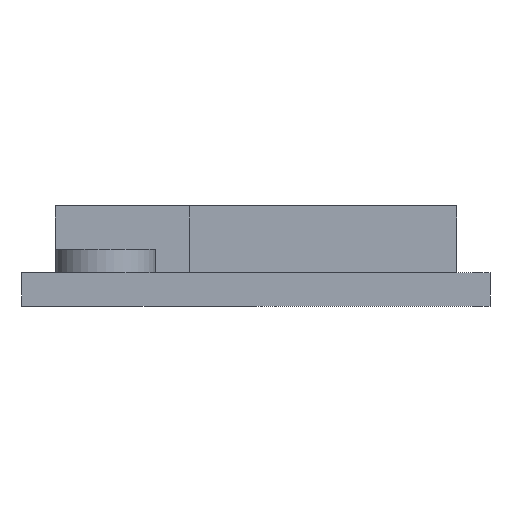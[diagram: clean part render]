
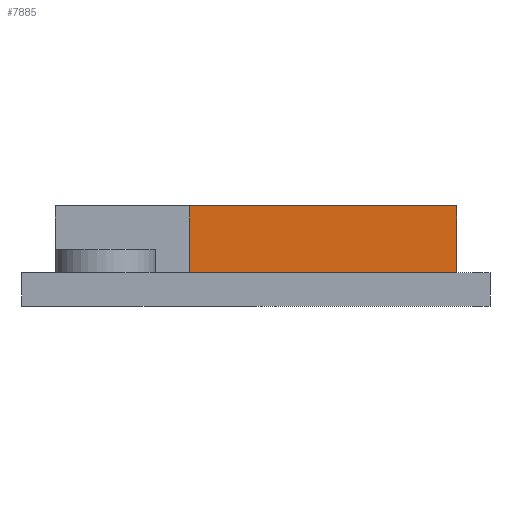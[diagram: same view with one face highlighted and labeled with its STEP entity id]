
A CAD part, front view. The second image highlights one B-rep face of the part: STEP entity #7885.
In plain terms, the highlighted planar face has unit normal (0, -1, 0).
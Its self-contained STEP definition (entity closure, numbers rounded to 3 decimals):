
#304=PLANE('',#8113);
#723=FACE_OUTER_BOUND('',#1168,.T.);
#1168=EDGE_LOOP('',(#7195,#7196,#7197,#7198));
#1675=LINE('',#15503,#2294);
#1758=LINE('',#15760,#2377);
#1788=LINE('',#15829,#2407);
#1792=LINE('',#15837,#2411);
#2294=VECTOR('',#8820,10.);
#2377=VECTOR('',#9059,10.);
#2407=VECTOR('',#9143,10.);
#2411=VECTOR('',#9155,10.);
#3590=VERTEX_POINT('',#15500);
#3591=VERTEX_POINT('',#15502);
#3686=VERTEX_POINT('',#15757);
#3687=VERTEX_POINT('',#15759);
#4707=EDGE_CURVE('',#3590,#3591,#1675,.T.);
#4832=EDGE_CURVE('',#3686,#3687,#1758,.T.);
#4868=EDGE_CURVE('',#3590,#3687,#1788,.T.);
#4872=EDGE_CURVE('',#3686,#3591,#1792,.T.);
#7195=ORIENTED_EDGE('',*,*,#4868,.T.);
#7196=ORIENTED_EDGE('',*,*,#4832,.F.);
#7197=ORIENTED_EDGE('',*,*,#4872,.T.);
#7198=ORIENTED_EDGE('',*,*,#4707,.F.);
#7885=ADVANCED_FACE('',(#723),#304,.T.);
#8113=AXIS2_PLACEMENT_3D('',#15838,#9156,#9157);
#8820=DIRECTION('',(1.,0.,0.));
#9059=DIRECTION('',(-1.,0.,0.));
#9143=DIRECTION('',(0.,0.,-1.));
#9155=DIRECTION('',(0.,0.,1.));
#9156=DIRECTION('center_axis',(0.,-1.,0.));
#9157=DIRECTION('ref_axis',(1.,0.,0.));
#15500=CARTESIAN_POINT('',(5.,1.,3.));
#15502=CARTESIAN_POINT('',(13.,1.,3.));
#15503=CARTESIAN_POINT('',(1.,1.,3.));
#15757=CARTESIAN_POINT('',(13.,1.,1.));
#15759=CARTESIAN_POINT('',(5.,1.,1.));
#15760=CARTESIAN_POINT('',(0.5,1.,1.));
#15829=CARTESIAN_POINT('',(5.,1.,2.));
#15837=CARTESIAN_POINT('',(13.,1.,1.));
#15838=CARTESIAN_POINT('Origin',(1.,1.,1.));
